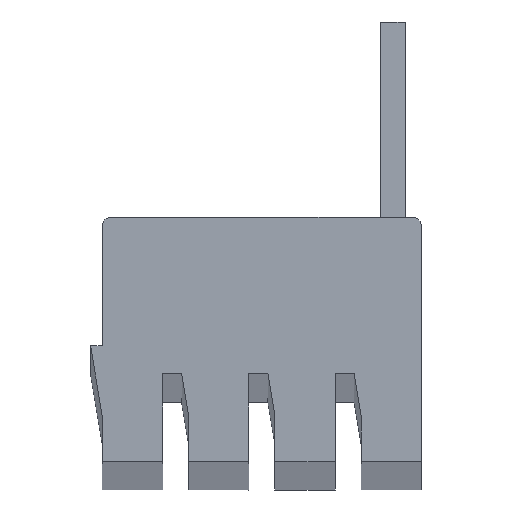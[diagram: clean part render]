
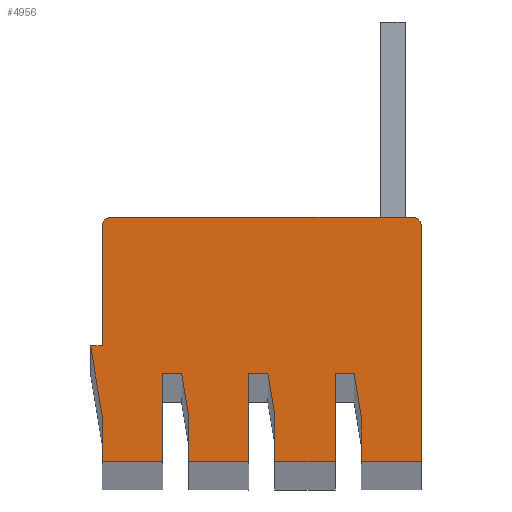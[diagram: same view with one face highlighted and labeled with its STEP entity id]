
A CAD part, top view. The second image highlights one B-rep face of the part: STEP entity #4956.
In plain terms, the highlighted planar face has unit normal (0, 0, 1).
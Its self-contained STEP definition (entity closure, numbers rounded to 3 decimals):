
#1091=DIRECTION('',(0.,1.,0.));
#1092=VECTOR('',#1091,5.4);
#1093=CARTESIAN_POINT('',(-14.9,0.,5.));
#1094=LINE('',#1093,#1092);
#1095=DIRECTION('',(1.,0.,0.));
#1096=VECTOR('',#1095,3.7);
#1097=CARTESIAN_POINT('',(-18.6,0.,5.));
#1098=LINE('',#1097,#1096);
#1099=DIRECTION('',(0.,-1.,0.));
#1100=VECTOR('',#1099,2.797);
#1101=CARTESIAN_POINT('',(-18.6,2.797,5.));
#1102=LINE('',#1101,#1100);
#1103=DIRECTION('',(0.164,-0.986,0.));
#1104=VECTOR('',#1103,4.362);
#1105=CARTESIAN_POINT('',(-19.317,7.1,5.));
#1106=LINE('',#1105,#1104);
#1107=DIRECTION('',(-1.,0.,0.));
#1108=VECTOR('',#1107,0.717);
#1109=CARTESIAN_POINT('',(-18.6,7.1,5.));
#1110=LINE('',#1109,#1108);
#1111=DIRECTION('',(0.,-1.,0.));
#1112=VECTOR('',#1111,7.4);
#1113=CARTESIAN_POINT('',(-18.6,14.5,5.));
#1114=LINE('',#1113,#1112);
#1115=CARTESIAN_POINT('',(-18.1,14.5,5.));
#1116=DIRECTION('',(0.,0.,1.));
#1117=DIRECTION('',(0.,1.,0.));
#1118=AXIS2_PLACEMENT_3D('',#1115,#1116,#1117);
#1120=DIRECTION('',(-1.,0.,0.));
#1121=VECTOR('',#1120,18.6);
#1122=CARTESIAN_POINT('',(0.5,15.,5.));
#1123=LINE('',#1122,#1121);
#1124=CARTESIAN_POINT('',(0.5,14.5,5.));
#1125=DIRECTION('',(0.,0.,1.));
#1126=DIRECTION('',(1.,0.,0.));
#1127=AXIS2_PLACEMENT_3D('',#1124,#1125,#1126);
#1129=DIRECTION('',(0.,1.,0.));
#1130=VECTOR('',#1129,14.5);
#1131=CARTESIAN_POINT('',(1.,0.,5.));
#1132=LINE('',#1131,#1130);
#1133=DIRECTION('',(1.,0.,0.));
#1134=VECTOR('',#1133,3.7);
#1135=CARTESIAN_POINT('',(-2.7,0.,5.));
#1136=LINE('',#1135,#1134);
#1137=DIRECTION('',(0.,-1.,0.));
#1138=VECTOR('',#1137,2.817);
#1139=CARTESIAN_POINT('',(-2.7,2.817,5.));
#1140=LINE('',#1139,#1138);
#1141=DIRECTION('',(0.164,-0.986,0.));
#1142=VECTOR('',#1141,2.618);
#1143=CARTESIAN_POINT('',(-3.13,5.4,5.));
#1144=LINE('',#1143,#1142);
#1145=DIRECTION('',(1.,0.,0.));
#1146=VECTOR('',#1145,1.17);
#1147=CARTESIAN_POINT('',(-4.3,5.4,5.));
#1148=LINE('',#1147,#1146);
#1149=DIRECTION('',(0.,1.,0.));
#1150=VECTOR('',#1149,5.4);
#1151=CARTESIAN_POINT('',(-4.3,0.,5.));
#1152=LINE('',#1151,#1150);
#1153=DIRECTION('',(1.,0.,0.));
#1154=VECTOR('',#1153,3.7);
#1155=CARTESIAN_POINT('',(-8.,0.,5.));
#1156=LINE('',#1155,#1154);
#1157=DIRECTION('',(0.,-1.,0.));
#1158=VECTOR('',#1157,2.817);
#1159=CARTESIAN_POINT('',(-8.,2.817,5.));
#1160=LINE('',#1159,#1158);
#1161=DIRECTION('',(0.164,-0.986,0.));
#1162=VECTOR('',#1161,2.618);
#1163=CARTESIAN_POINT('',(-8.43,5.4,5.));
#1164=LINE('',#1163,#1162);
#1165=DIRECTION('',(1.,0.,0.));
#1166=VECTOR('',#1165,1.17);
#1167=CARTESIAN_POINT('',(-9.6,5.4,5.));
#1168=LINE('',#1167,#1166);
#1169=DIRECTION('',(0.,1.,0.));
#1170=VECTOR('',#1169,5.4);
#1171=CARTESIAN_POINT('',(-9.6,0.,5.));
#1172=LINE('',#1171,#1170);
#1173=DIRECTION('',(1.,0.,0.));
#1174=VECTOR('',#1173,3.7);
#1175=CARTESIAN_POINT('',(-13.3,0.,5.));
#1176=LINE('',#1175,#1174);
#1177=DIRECTION('',(0.,-1.,0.));
#1178=VECTOR('',#1177,2.817);
#1179=CARTESIAN_POINT('',(-13.3,2.817,5.));
#1180=LINE('',#1179,#1178);
#1181=DIRECTION('',(0.164,-0.986,0.));
#1182=VECTOR('',#1181,2.618);
#1183=CARTESIAN_POINT('',(-13.73,5.4,5.));
#1184=LINE('',#1183,#1182);
#1185=DIRECTION('',(1.,0.,0.));
#1186=VECTOR('',#1185,1.17);
#1187=CARTESIAN_POINT('',(-14.9,5.4,5.));
#1188=LINE('',#1187,#1186);
#3029=CARTESIAN_POINT('',(-14.9,0.,5.));
#3030=CARTESIAN_POINT('',(-14.9,5.4,5.));
#3031=VERTEX_POINT('',#3029);
#3032=VERTEX_POINT('',#3030);
#3033=CARTESIAN_POINT('',(-13.73,5.4,5.));
#3034=VERTEX_POINT('',#3033);
#3035=CARTESIAN_POINT('',(-13.3,2.817,5.));
#3036=VERTEX_POINT('',#3035);
#3037=CARTESIAN_POINT('',(-13.3,0.,5.));
#3038=VERTEX_POINT('',#3037);
#3039=CARTESIAN_POINT('',(-9.6,0.,5.));
#3040=VERTEX_POINT('',#3039);
#3041=CARTESIAN_POINT('',(-9.6,5.4,5.));
#3042=VERTEX_POINT('',#3041);
#3043=CARTESIAN_POINT('',(-8.43,5.4,5.));
#3044=VERTEX_POINT('',#3043);
#3045=CARTESIAN_POINT('',(-8.,2.817,5.));
#3046=VERTEX_POINT('',#3045);
#3047=CARTESIAN_POINT('',(-8.,0.,5.));
#3048=VERTEX_POINT('',#3047);
#3049=CARTESIAN_POINT('',(-4.3,0.,5.));
#3050=VERTEX_POINT('',#3049);
#3051=CARTESIAN_POINT('',(-4.3,5.4,5.));
#3052=VERTEX_POINT('',#3051);
#3053=CARTESIAN_POINT('',(-3.13,5.4,5.));
#3054=VERTEX_POINT('',#3053);
#3055=CARTESIAN_POINT('',(-2.7,2.817,5.));
#3056=VERTEX_POINT('',#3055);
#3057=CARTESIAN_POINT('',(-2.7,0.,5.));
#3058=VERTEX_POINT('',#3057);
#3059=CARTESIAN_POINT('',(1.,0.,5.));
#3060=VERTEX_POINT('',#3059);
#3061=CARTESIAN_POINT('',(1.,14.5,5.));
#3062=VERTEX_POINT('',#3061);
#3063=CARTESIAN_POINT('',(0.5,15.,5.));
#3064=VERTEX_POINT('',#3063);
#3065=CARTESIAN_POINT('',(-18.1,15.,5.));
#3066=VERTEX_POINT('',#3065);
#3067=CARTESIAN_POINT('',(-18.6,14.5,5.));
#3068=VERTEX_POINT('',#3067);
#3069=CARTESIAN_POINT('',(-18.6,7.1,5.));
#3070=VERTEX_POINT('',#3069);
#3071=CARTESIAN_POINT('',(-19.317,7.1,5.));
#3072=VERTEX_POINT('',#3071);
#3073=CARTESIAN_POINT('',(-18.6,2.797,5.));
#3074=VERTEX_POINT('',#3073);
#3075=CARTESIAN_POINT('',(-18.6,0.,5.));
#3076=VERTEX_POINT('',#3075);
#4925=CARTESIAN_POINT('',(0.,0.,5.));
#4926=DIRECTION('',(0.,0.,1.));
#4927=DIRECTION('',(1.,0.,0.));
#4928=AXIS2_PLACEMENT_3D('',#4925,#4926,#4927);
#4929=PLANE('',#4928);
#4930=ORIENTED_EDGE('',*,*,#4037,.F.);
#4931=ORIENTED_EDGE('',*,*,#4052,.F.);
#4932=ORIENTED_EDGE('',*,*,#4066,.F.);
#4933=ORIENTED_EDGE('',*,*,#4080,.F.);
#4934=ORIENTED_EDGE('',*,*,#4094,.F.);
#4935=ORIENTED_EDGE('',*,*,#4108,.F.);
#4936=ORIENTED_EDGE('',*,*,#4122,.F.);
#4937=ORIENTED_EDGE('',*,*,#4136,.F.);
#4938=ORIENTED_EDGE('',*,*,#4710,.F.);
#4939=ORIENTED_EDGE('',*,*,#4724,.F.);
#4940=ORIENTED_EDGE('',*,*,#4738,.F.);
#4941=ORIENTED_EDGE('',*,*,#4752,.F.);
#4942=ORIENTED_EDGE('',*,*,#4766,.F.);
#4943=ORIENTED_EDGE('',*,*,#4780,.F.);
#4944=ORIENTED_EDGE('',*,*,#4794,.F.);
#4945=ORIENTED_EDGE('',*,*,#4808,.F.);
#4946=ORIENTED_EDGE('',*,*,#4822,.F.);
#4947=ORIENTED_EDGE('',*,*,#4836,.F.);
#4948=ORIENTED_EDGE('',*,*,#4850,.F.);
#4949=ORIENTED_EDGE('',*,*,#4864,.F.);
#4950=ORIENTED_EDGE('',*,*,#4878,.F.);
#4951=ORIENTED_EDGE('',*,*,#4892,.F.);
#4952=ORIENTED_EDGE('',*,*,#4906,.F.);
#4953=ORIENTED_EDGE('',*,*,#4919,.F.);
#4954=EDGE_LOOP('',(#4930,#4931,#4932,#4933,#4934,#4935,#4936,#4937,#4938,#4939,
#4940,#4941,#4942,#4943,#4944,#4945,#4946,#4947,#4948,#4949,#4950,#4951,#4952,
#4953));
#4955=FACE_OUTER_BOUND('',#4954,.F.);
#4956=ADVANCED_FACE('',(#4955),#4929,.T.);
#1119=CIRCLE('',#1118,0.5);
#1128=CIRCLE('',#1127,0.5);
#4037=EDGE_CURVE('',#3031,#3032,#1094,.T.);
#4052=EDGE_CURVE('',#3076,#3031,#1098,.T.);
#4066=EDGE_CURVE('',#3074,#3076,#1102,.T.);
#4080=EDGE_CURVE('',#3072,#3074,#1106,.T.);
#4094=EDGE_CURVE('',#3070,#3072,#1110,.T.);
#4108=EDGE_CURVE('',#3068,#3070,#1114,.T.);
#4122=EDGE_CURVE('',#3066,#3068,#1119,.T.);
#4136=EDGE_CURVE('',#3064,#3066,#1123,.T.);
#4710=EDGE_CURVE('',#3062,#3064,#1128,.T.);
#4724=EDGE_CURVE('',#3060,#3062,#1132,.T.);
#4738=EDGE_CURVE('',#3058,#3060,#1136,.T.);
#4752=EDGE_CURVE('',#3056,#3058,#1140,.T.);
#4766=EDGE_CURVE('',#3054,#3056,#1144,.T.);
#4780=EDGE_CURVE('',#3052,#3054,#1148,.T.);
#4794=EDGE_CURVE('',#3050,#3052,#1152,.T.);
#4808=EDGE_CURVE('',#3048,#3050,#1156,.T.);
#4822=EDGE_CURVE('',#3046,#3048,#1160,.T.);
#4836=EDGE_CURVE('',#3044,#3046,#1164,.T.);
#4850=EDGE_CURVE('',#3042,#3044,#1168,.T.);
#4864=EDGE_CURVE('',#3040,#3042,#1172,.T.);
#4878=EDGE_CURVE('',#3038,#3040,#1176,.T.);
#4892=EDGE_CURVE('',#3036,#3038,#1180,.T.);
#4906=EDGE_CURVE('',#3034,#3036,#1184,.T.);
#4919=EDGE_CURVE('',#3032,#3034,#1188,.T.);
